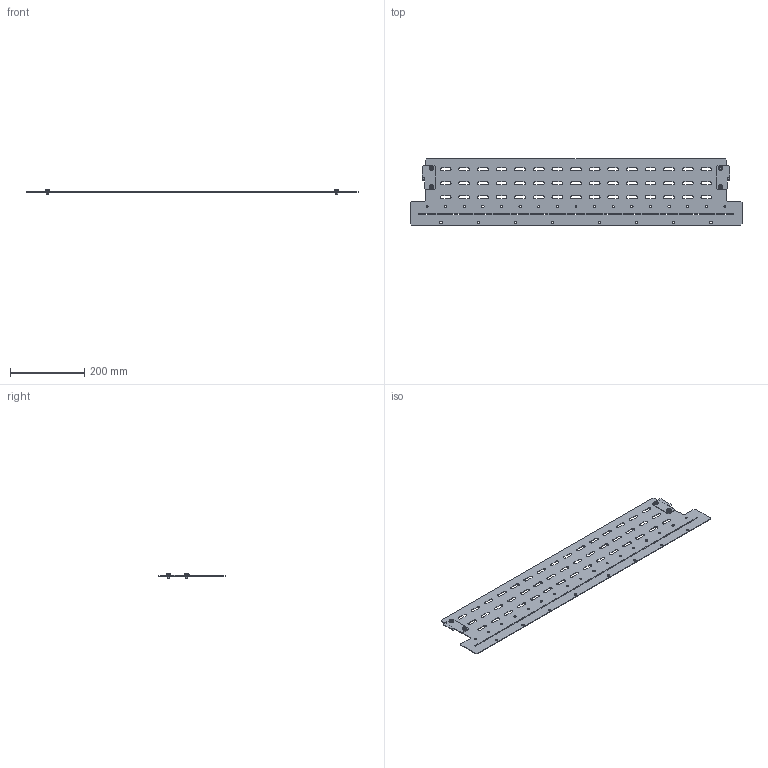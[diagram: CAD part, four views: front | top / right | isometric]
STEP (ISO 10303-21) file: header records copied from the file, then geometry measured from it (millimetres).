
FILE_DESCRIPTION (( 'STEP AP203' ), '1' );
FILE_NAME ('1FO-00-SWVR-100 FORMAT Ïåðåãîðîäêà ñåêö. âåðò. êðûøè 1000 IP31.STEP', '2025-01-10T11:33:31', ( '' ), ( '' ), 'SwSTEP 2.0', 'SolidWorks 2022', '' );
FILE_SCHEMA (( 'CONFIG_CONTROL_DESIGN' ));
Length unit declared in the file: millimetre
Products named in the file (1): 1FO-00-SWVR-100 FORMAT Перегородка секц. верт. крыши 1000 IP31
Bounding box: 891.5 x 177.68 x 14.2 mm (x, y, z)
Volume: 212693.7 mm3; surface area: 287328.8 mm2
Topology: 1 solids, 1 shells, 496 faces, 1418 edges, 928 vertices
Faces by surface type: cylinder 232, plane 232, cone 16, torus 16
Entity records: 16767 total; most frequent: DIRECTION 2956, CARTESIAN_POINT 2843, ORIENTED_EDGE 2836, EDGE_CURVE 1418, AXIS2_PLACEMENT_3D 1041, VERTEX_POINT 928, VECTOR 874, LINE 874
